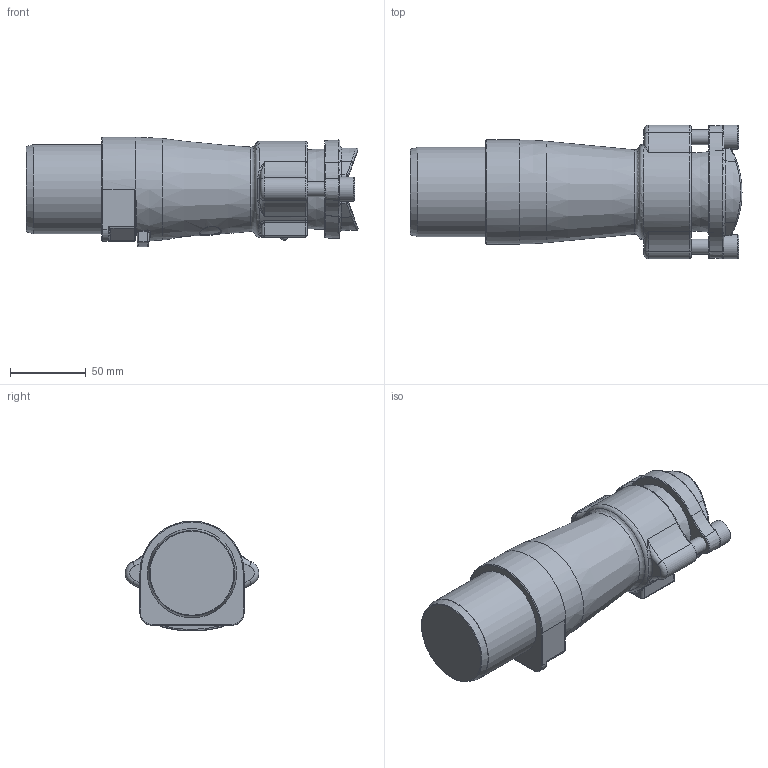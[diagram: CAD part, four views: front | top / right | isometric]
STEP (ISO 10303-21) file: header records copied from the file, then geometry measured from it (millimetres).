
FILE_DESCRIPTION(/* description */ ('PES 660V 60A 4P PL (270) 10-C 32-35-G'),/* implementation_level */ '2;1');
FILE_NAME(/* name */ 'PES Plug [Solid].stp',/* time_stamp */ '2022-10-04T15:14:01+10:00',/* author */ ('a.tao491'),/* organization */ (''),/* preprocessor_version */ 'ST-DEVELOPER v16.5',/* originating_system */ 'Autodesk Inventor 2017',/* authorisation */ '');
FILE_SCHEMA (('AUTOMOTIVE_DESIGN { 1 0 10303 214 3 1 1 }'));
Products named in the file (8): RS2262; RS2231; 1366; 1568; 1788; 2542_SLD; 2544_SLD; 2543_SLD
Assembly tree (9 placements, depth 3):
  RS2262
    RS2231
      1366  x2
      1568  x2
      1788
      2542_SLD
      2544_SLD
    2543_SLD
Bounding box: 218.52 x 88 x 72.15 mm (x, y, z)
Volume: 664236 mm3; surface area: 73250.8 mm2
Topology: 8 solids, 8 shells, 2323 faces, 6048 edges, 3929 vertices
Faces by surface type: plane 1405, bspline 694, cylinder 109, torus 61, cone 42, sphere 12
Full cylindrical faces by diameter (mm): 0.75 x1, 1.5 x3, 2.7 x2, 3 x4, 9.85 x2, 16 x2, 58.75 x1
Entity records: 79199 total; most frequent: CARTESIAN_POINT 26424, ORIENTED_EDGE 11734, DIRECTION 8241, EDGE_CURVE 5867, LINE 4077, VECTOR 4077, VERTEX_POINT 3847, EDGE_LOOP 2520
